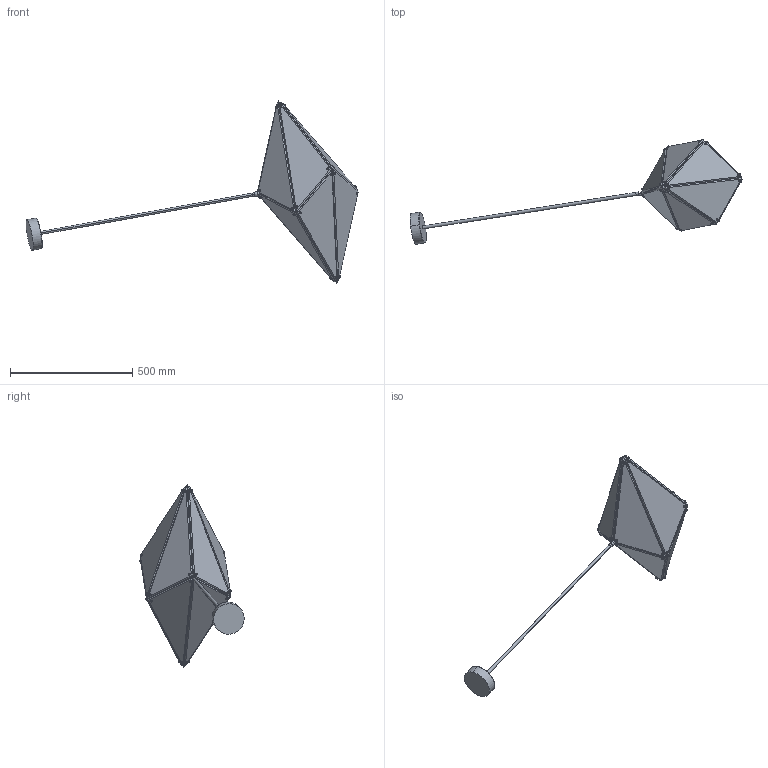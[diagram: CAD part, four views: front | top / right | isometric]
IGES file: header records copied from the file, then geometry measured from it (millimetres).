
Start section: SolidWorks IGES file using analytic representation for surfaces
Global section: file name: MAX30H - Maxhedron 30 inches - Horizontal.IGS; native system: SolidWorks 2015; preprocessor: SolidWorks 2015; author: Design; date: 190325.141940; units: millimetre
Bounding box: 1358.34 x 427.32 x 745.07 mm (x, y, z)
Volume: 4341110.1 mm3; surface area: 1178539 mm2
Topology: 1 solids, 1 shells, 599 faces, 1544 edges, 895 vertices
Faces by surface type: plane 371, revolution 228
